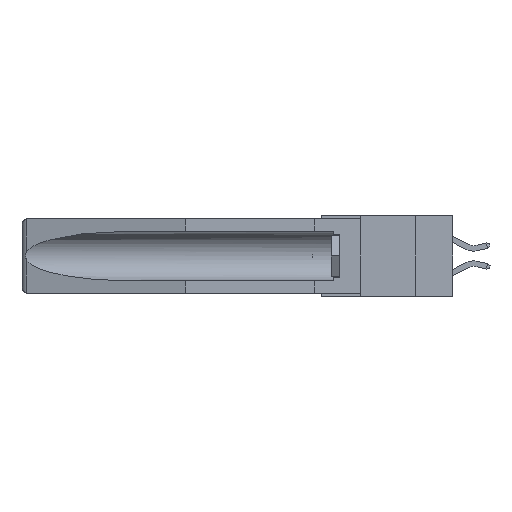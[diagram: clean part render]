
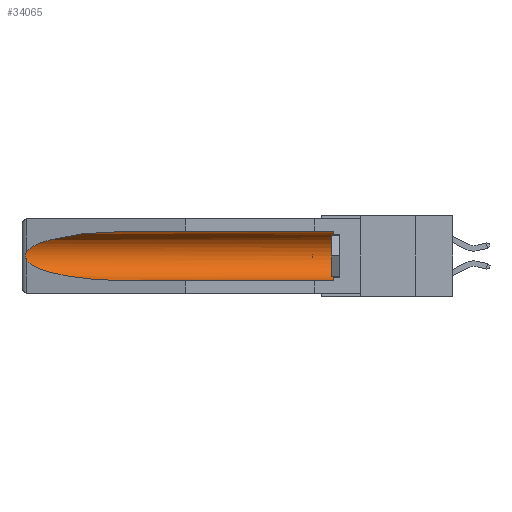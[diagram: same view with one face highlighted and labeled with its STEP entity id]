
A CAD part, left-side view. The second image highlights one B-rep face of the part: STEP entity #34065.
In plain terms, the highlighted cylindrical face has radius 2.857 mm (diameter 5.715 mm), a partial arc.
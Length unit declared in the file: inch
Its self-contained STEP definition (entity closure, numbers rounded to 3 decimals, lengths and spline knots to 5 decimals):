
#502 = CARTESIAN_POINT ( 'NONE',  ( 0.2675, 1.53308, -0.16763 ) ) ;
#1532 = CARTESIAN_POINT ( 'NONE',  ( 0.25451, 1.48313, -0.09465 ) ) ;
#2048 = LINE ( 'NONE', #5827, #10372 ) ;
#2099 = FACE_OUTER_BOUND ( 'NONE', #23260, .T. ) ;
#2490 = VERTEX_POINT ( 'NONE', #13173 ) ;
#3285 = CARTESIAN_POINT ( 'NONE',  ( 0.26597, 1.5296, -0.19026 ) ) ;
#3515 = CARTESIAN_POINT ( 'NONE',  ( 0.26655, 1.53094, -0.18657 ) ) ;
#3849 = AXIS2_PLACEMENT_3D ( 'NONE', #26215, #4199, #29258 ) ;
#4199 = DIRECTION ( 'NONE',  ( 0., 1., 0. ) ) ;
#4843 = CARTESIAN_POINT ( 'NONE',  ( 0.21114, 1.30732, -0.059 ) ) ;
#5400 = CARTESIAN_POINT ( 'NONE',  ( 0.25451, 1.48313, -0.24835 ) ) ;
#5827 = CARTESIAN_POINT ( 'NONE',  ( 0.155, -0.30754, -0.284 ) ) ;
#5901 = EDGE_CURVE ( 'NONE', #27656, #30730, #11528, .T. ) ;
#6364 = VERTEX_POINT ( 'NONE', #8998 ) ;
#7418 = CARTESIAN_POINT ( 'NONE',  ( 0.155, 1.07973, -0.059 ) ) ;
#8104 = VERTEX_POINT ( 'NONE', #16289 ) ;
#8214 = CARTESIAN_POINT ( 'NONE',  ( 0.155, 1.07973, -0.284 ) ) ;
#8659 = DIRECTION ( 'NONE',  ( 0., 1., 0. ) ) ;
#8784 = CARTESIAN_POINT ( 'NONE',  ( 0.26654, 1.53092, -0.15636 ) ) ;
#8998 = CARTESIAN_POINT ( 'NONE',  ( 0.26537, 1.52718, -0.14972 ) ) ;
#9068 = CARTESIAN_POINT ( 'NONE',  ( 0.26537, 1.52718, -0.14972 ) ) ;
#9141 = CARTESIAN_POINT ( 'NONE',  ( 0.2675, 1.53308, -0.17534 ) ) ;
#9481 = ORIENTED_EDGE ( 'NONE', *, *, #18860, .T. ) ;
#10372 = VECTOR ( 'NONE', #8659, 39.37008 ) ;
#10817 = ORIENTED_EDGE ( 'NONE', *, *, #21086, .F. ) ;
#11324 = ORIENTED_EDGE ( 'NONE', *, *, #32922, .T. ) ;
#11469 = EDGE_CURVE ( 'NONE', #30730, #6364, #29179, .T. ) ;
#11528 = LINE ( 'NONE', #23226, #22392 ) ;
#11715 = CARTESIAN_POINT ( 'NONE',  ( 0.155, 0.126, -0.284 ) ) ;
#13173 = CARTESIAN_POINT ( 'NONE',  ( 0.26537, 1.52718, -0.19328 ) ) ;
#14388 = CARTESIAN_POINT ( 'NONE',  ( 0.2673, 1.5327, -0.16383 ) ) ;
#15915 = DIRECTION ( 'NONE',  ( 0., -1., 0. ) ) ;
#16289 = CARTESIAN_POINT ( 'NONE',  ( 0.155, 1.07973, -0.284 ) ) ;
#16585 = ORIENTED_EDGE ( 'NONE', *, *, #11469, .T. ) ;
#17197 = CARTESIAN_POINT ( 'NONE',  ( 0.26597, 1.52961, -0.15275 ) ) ;
#18623 = VERTEX_POINT ( 'NONE', #11715 ) ;
#18845 = ORIENTED_EDGE ( 'NONE', *, *, #21088, .T. ) ;
#18860 = EDGE_CURVE ( 'NONE', #18623, #27656, #28595, .T. ) ;
#19555 = CARTESIAN_POINT ( 'NONE',  ( 0.26537, 1.52718, -0.19328 ) ) ;
#19639 = B_SPLINE_CURVE_WITH_KNOTS ( 'NONE', 3,
 ( #22644, #17197, #8784, #14388, #502, #9141, #31294, #3515, #3285, #22871 ),
 .UNSPECIFIED., .F., .F.,
 ( 4, 2, 2, 2, 4 ),
 ( 0., 0.00029, 0.00058, 0.00087, 0.00117 ),
 .UNSPECIFIED. ) ;
#20831 = DIRECTION ( 'NONE',  ( 0., 1., 0. ) ) ;
#21086 = EDGE_CURVE ( 'NONE', #18623, #8104, #2048, .T. ) ;
#21088 = EDGE_CURVE ( 'NONE', #6364, #2490, #19639, .T. ) ;
#22392 = VECTOR ( 'NONE', #20831, 39.37008 ) ;
#22644 = CARTESIAN_POINT ( 'NONE',  ( 0.26537, 1.52718, -0.14972 ) ) ;
#22871 = CARTESIAN_POINT ( 'NONE',  ( 0.26537, 1.52718, -0.19328 ) ) ;
#23226 = CARTESIAN_POINT ( 'NONE',  ( 0.155, -0.30754, -0.059 ) ) ;
#23260 = EDGE_LOOP ( 'NONE', ( #16585, #18845, #11324, #10817, #9481, #33335 ) ) ;
#24246 = AXIS2_PLACEMENT_3D ( 'NONE', #35607, #15915, #27320 ) ;
#24283 =( BOUNDED_CURVE ( )  B_SPLINE_CURVE ( 3, ( #19555, #5400, #30599, #8214 ),
 .UNSPECIFIED., .F., .F. ) 
 B_SPLINE_CURVE_WITH_KNOTS ( ( 4, 4 ),
 ( 0.1948, 1.5708 ),
 .UNSPECIFIED. ) 
 CURVE ( )  GEOMETRIC_REPRESENTATION_ITEM ( )  RATIONAL_B_SPLINE_CURVE ( ( 1., 0.848, 0.848, 1. ) ) 
 REPRESENTATION_ITEM ( '' )  );
#26215 = CARTESIAN_POINT ( 'NONE',  ( 0.155, -0.30754, -0.1715 ) ) ;
#27320 = DIRECTION ( 'NONE',  ( 0., 0., 1. ) ) ;
#27656 = VERTEX_POINT ( 'NONE', #29141 ) ;
#28595 = CIRCLE ( 'NONE', #24246, 0.1125 ) ;
#29141 = CARTESIAN_POINT ( 'NONE',  ( 0.155, 0.126, -0.059 ) ) ;
#29179 =( BOUNDED_CURVE ( )  B_SPLINE_CURVE ( 3, ( #35384, #4843, #1532, #9068 ),
 .UNSPECIFIED., .F., .F. ) 
 B_SPLINE_CURVE_WITH_KNOTS ( ( 4, 4 ),
 ( 4.71239, 6.08839 ),
 .UNSPECIFIED. ) 
 CURVE ( )  GEOMETRIC_REPRESENTATION_ITEM ( )  RATIONAL_B_SPLINE_CURVE ( ( 1., 0.848, 0.848, 1. ) ) 
 REPRESENTATION_ITEM ( '' )  );
#29258 = DIRECTION ( 'NONE',  ( 0., 0., 1. ) ) ;
#30599 = CARTESIAN_POINT ( 'NONE',  ( 0.21114, 1.30732, -0.284 ) ) ;
#30730 = VERTEX_POINT ( 'NONE', #7418 ) ;
#30884 = CYLINDRICAL_SURFACE ( 'NONE', #3849, 0.1125 ) ;
#31294 = CARTESIAN_POINT ( 'NONE',  ( 0.2673, 1.53269, -0.17917 ) ) ;
#32922 = EDGE_CURVE ( 'NONE', #2490, #8104, #24283, .T. ) ;
#33335 = ORIENTED_EDGE ( 'NONE', *, *, #5901, .T. ) ;
#34065 = ADVANCED_FACE ( 'NONE', ( #2099 ), #30884, .F. ) ;
#35384 = CARTESIAN_POINT ( 'NONE',  ( 0.155, 1.07973, -0.059 ) ) ;
#35607 = CARTESIAN_POINT ( 'NONE',  ( 0.155, 0.126, -0.1715 ) ) ;
